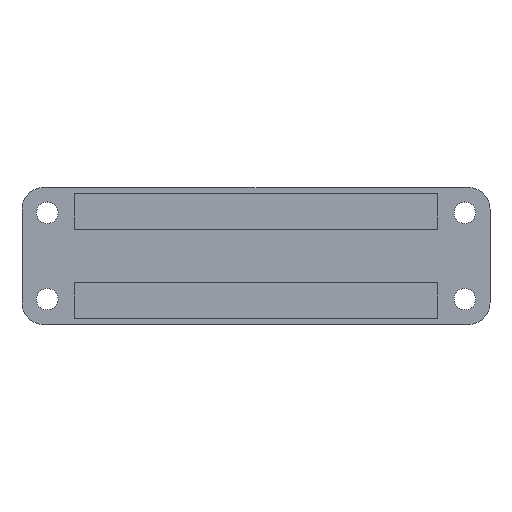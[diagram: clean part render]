
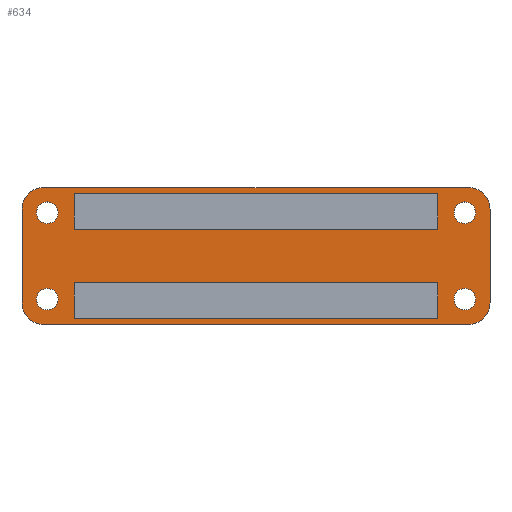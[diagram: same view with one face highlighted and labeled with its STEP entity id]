
A CAD part, top view. The second image highlights one B-rep face of the part: STEP entity #634.
In plain terms, the highlighted planar face has unit normal (0, 0, 1).
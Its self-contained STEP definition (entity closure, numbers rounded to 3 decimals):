
#21=FACE_BOUND('',#125,.T.);
#22=FACE_BOUND('',#126,.T.);
#23=FACE_BOUND('',#127,.T.);
#24=FACE_BOUND('',#128,.T.);
#25=FACE_BOUND('',#129,.T.);
#26=FACE_BOUND('',#130,.T.);
#27=CIRCLE('',#670,3.);
#36=CIRCLE('',#682,3.);
#37=CIRCLE('',#685,3.);
#38=CIRCLE('',#687,3.);
#39=CIRCLE('',#690,1.5);
#40=CIRCLE('',#692,1.5);
#41=CIRCLE('',#694,1.5);
#42=CIRCLE('',#696,1.5);
#84=FACE_OUTER_BOUND('',#124,.T.);
#124=EDGE_LOOP('',(#555,#556,#557,#558,#559,#560,#561,#562));
#125=EDGE_LOOP('',(#563,#564,#565,#566));
#126=EDGE_LOOP('',(#567,#568,#569,#570));
#127=EDGE_LOOP('',(#571));
#128=EDGE_LOOP('',(#572));
#129=EDGE_LOOP('',(#573));
#130=EDGE_LOOP('',(#574));
#155=LINE('',#923,#223);
#159=LINE('',#931,#227);
#162=LINE('',#937,#230);
#165=LINE('',#942,#233);
#167=LINE('',#948,#235);
#171=LINE('',#956,#239);
#174=LINE('',#962,#242);
#177=LINE('',#967,#245);
#183=LINE('',#984,#251);
#189=LINE('',#1013,#257);
#193=LINE('',#1024,#261);
#198=LINE('',#1042,#266);
#223=VECTOR('',#747,10.);
#227=VECTOR('',#753,10.);
#230=VECTOR('',#758,10.);
#233=VECTOR('',#763,10.);
#235=VECTOR('',#769,10.);
#239=VECTOR('',#775,10.);
#242=VECTOR('',#780,10.);
#245=VECTOR('',#785,10.);
#251=VECTOR('',#801,10.);
#257=VECTOR('',#829,10.);
#261=VECTOR('',#843,10.);
#266=VECTOR('',#866,10.);
#283=VERTEX_POINT('',#921);
#284=VERTEX_POINT('',#922);
#287=VERTEX_POINT('',#930);
#289=VERTEX_POINT('',#936);
#291=VERTEX_POINT('',#946);
#292=VERTEX_POINT('',#947);
#295=VERTEX_POINT('',#955);
#297=VERTEX_POINT('',#961);
#299=VERTEX_POINT('',#971);
#300=VERTEX_POINT('',#972);
#304=VERTEX_POINT('',#982);
#314=VERTEX_POINT('',#1006);
#315=VERTEX_POINT('',#1007);
#316=VERTEX_POINT('',#1012);
#317=VERTEX_POINT('',#1018);
#318=VERTEX_POINT('',#1019);
#319=VERTEX_POINT('',#1026);
#320=VERTEX_POINT('',#1030);
#321=VERTEX_POINT('',#1034);
#322=VERTEX_POINT('',#1038);
#347=EDGE_CURVE('',#283,#284,#155,.T.);
#351=EDGE_CURVE('',#284,#287,#159,.T.);
#354=EDGE_CURVE('',#287,#289,#162,.T.);
#357=EDGE_CURVE('',#289,#283,#165,.T.);
#359=EDGE_CURVE('',#291,#292,#167,.T.);
#363=EDGE_CURVE('',#292,#295,#171,.T.);
#366=EDGE_CURVE('',#295,#297,#174,.T.);
#369=EDGE_CURVE('',#297,#291,#177,.T.);
#371=EDGE_CURVE('',#299,#300,#27,.T.);
#377=EDGE_CURVE('',#299,#304,#183,.T.);
#388=EDGE_CURVE('',#314,#315,#36,.T.);
#391=EDGE_CURVE('',#316,#315,#189,.T.);
#393=EDGE_CURVE('',#316,#304,#37,.T.);
#394=EDGE_CURVE('',#317,#318,#38,.T.);
#397=EDGE_CURVE('',#314,#318,#193,.T.);
#398=EDGE_CURVE('',#319,#319,#39,.T.);
#400=EDGE_CURVE('',#320,#320,#40,.T.);
#402=EDGE_CURVE('',#321,#321,#41,.T.);
#404=EDGE_CURVE('',#322,#322,#42,.T.);
#406=EDGE_CURVE('',#317,#300,#198,.T.);
#555=ORIENTED_EDGE('',*,*,#371,.F.);
#556=ORIENTED_EDGE('',*,*,#377,.T.);
#557=ORIENTED_EDGE('',*,*,#393,.F.);
#558=ORIENTED_EDGE('',*,*,#391,.T.);
#559=ORIENTED_EDGE('',*,*,#388,.F.);
#560=ORIENTED_EDGE('',*,*,#397,.T.);
#561=ORIENTED_EDGE('',*,*,#394,.F.);
#562=ORIENTED_EDGE('',*,*,#406,.T.);
#563=ORIENTED_EDGE('',*,*,#347,.T.);
#564=ORIENTED_EDGE('',*,*,#351,.T.);
#565=ORIENTED_EDGE('',*,*,#354,.T.);
#566=ORIENTED_EDGE('',*,*,#357,.T.);
#567=ORIENTED_EDGE('',*,*,#359,.T.);
#568=ORIENTED_EDGE('',*,*,#363,.T.);
#569=ORIENTED_EDGE('',*,*,#366,.T.);
#570=ORIENTED_EDGE('',*,*,#369,.T.);
#571=ORIENTED_EDGE('',*,*,#404,.T.);
#572=ORIENTED_EDGE('',*,*,#402,.T.);
#573=ORIENTED_EDGE('',*,*,#400,.T.);
#574=ORIENTED_EDGE('',*,*,#398,.T.);
#600=PLANE('',#698);
#634=ADVANCED_FACE('',(#84,#21,#22,#23,#24,#25,#26),#600,.T.);
#670=AXIS2_PLACEMENT_3D('',#973,#791,#792);
#682=AXIS2_PLACEMENT_3D('',#1008,#823,#824);
#685=AXIS2_PLACEMENT_3D('',#1016,#833,#834);
#687=AXIS2_PLACEMENT_3D('',#1020,#837,#838);
#690=AXIS2_PLACEMENT_3D('',#1027,#846,#847);
#692=AXIS2_PLACEMENT_3D('',#1031,#851,#852);
#694=AXIS2_PLACEMENT_3D('',#1035,#856,#857);
#696=AXIS2_PLACEMENT_3D('',#1039,#861,#862);
#698=AXIS2_PLACEMENT_3D('',#1043,#867,#868);
#747=DIRECTION('',(-1.,0.,0.));
#753=DIRECTION('',(0.,1.,0.));
#758=DIRECTION('',(1.,0.,0.));
#763=DIRECTION('',(0.,-1.,0.));
#769=DIRECTION('',(0.,-1.,0.));
#775=DIRECTION('',(-1.,0.,0.));
#780=DIRECTION('',(0.,1.,0.));
#785=DIRECTION('',(1.,0.,0.));
#791=DIRECTION('center_axis',(0.,0.,-1.));
#792=DIRECTION('ref_axis',(-0.707,0.707,0.));
#801=DIRECTION('',(0.,-1.,0.));
#823=DIRECTION('center_axis',(0.,0.,-1.));
#824=DIRECTION('ref_axis',(0.707,-0.707,0.));
#829=DIRECTION('',(1.,0.,0.));
#833=DIRECTION('center_axis',(0.,0.,-1.));
#834=DIRECTION('ref_axis',(-0.707,-0.707,0.));
#837=DIRECTION('center_axis',(0.,0.,-1.));
#838=DIRECTION('ref_axis',(0.707,0.707,0.));
#843=DIRECTION('',(0.,1.,0.));
#846=DIRECTION('center_axis',(0.,0.,-1.));
#847=DIRECTION('ref_axis',(1.,0.,0.));
#851=DIRECTION('center_axis',(0.,0.,-1.));
#852=DIRECTION('ref_axis',(1.,0.,0.));
#856=DIRECTION('center_axis',(0.,0.,-1.));
#857=DIRECTION('ref_axis',(1.,0.,0.));
#861=DIRECTION('center_axis',(0.,0.,-1.));
#862=DIRECTION('ref_axis',(1.,0.,0.));
#866=DIRECTION('',(-1.,0.,0.));
#867=DIRECTION('center_axis',(0.,0.,1.));
#868=DIRECTION('ref_axis',(1.,0.,0.));
#921=CARTESIAN_POINT('',(57.77,13.2,0.8));
#922=CARTESIAN_POINT('',(7.23,13.2,0.8));
#923=CARTESIAN_POINT('',(19.865,13.2,0.8));
#930=CARTESIAN_POINT('',(7.23,18.2,0.8));
#931=CARTESIAN_POINT('',(7.23,13.85,0.8));
#936=CARTESIAN_POINT('',(57.77,18.2,0.8));
#937=CARTESIAN_POINT('',(45.135,18.2,0.8));
#942=CARTESIAN_POINT('',(57.77,11.35,0.8));
#946=CARTESIAN_POINT('',(57.77,5.8,0.8));
#947=CARTESIAN_POINT('',(57.77,0.8,0.8));
#948=CARTESIAN_POINT('',(57.77,5.15,0.8));
#955=CARTESIAN_POINT('',(7.23,0.8,0.8));
#956=CARTESIAN_POINT('',(19.865,0.8,0.8));
#961=CARTESIAN_POINT('',(7.23,5.8,0.8));
#962=CARTESIAN_POINT('',(7.23,7.65,0.8));
#967=CARTESIAN_POINT('',(45.135,5.8,0.8));
#971=CARTESIAN_POINT('',(0.,16.,0.8));
#972=CARTESIAN_POINT('',(3.,19.,0.8));
#973=CARTESIAN_POINT('Origin',(3.,16.,0.8));
#982=CARTESIAN_POINT('',(0.,3.,0.8));
#984=CARTESIAN_POINT('',(0.,19.,0.8));
#1006=CARTESIAN_POINT('',(65.,3.,0.8));
#1007=CARTESIAN_POINT('',(62.,0.,0.8));
#1008=CARTESIAN_POINT('Origin',(62.,3.,0.8));
#1012=CARTESIAN_POINT('',(3.,0.,0.8));
#1013=CARTESIAN_POINT('',(0.,0.,0.8));
#1016=CARTESIAN_POINT('Origin',(3.,3.,0.8));
#1018=CARTESIAN_POINT('',(62.,19.,0.8));
#1019=CARTESIAN_POINT('',(65.,16.,0.8));
#1020=CARTESIAN_POINT('Origin',(62.,16.,0.8));
#1024=CARTESIAN_POINT('',(65.,0.,0.8));
#1026=CARTESIAN_POINT('',(60.,15.5,0.8));
#1027=CARTESIAN_POINT('Origin',(61.5,15.5,0.8));
#1030=CARTESIAN_POINT('',(2.,15.5,0.8));
#1031=CARTESIAN_POINT('Origin',(3.5,15.5,0.8));
#1034=CARTESIAN_POINT('',(2.,3.5,0.8));
#1035=CARTESIAN_POINT('Origin',(3.5,3.5,0.8));
#1038=CARTESIAN_POINT('',(60.,3.5,0.8));
#1039=CARTESIAN_POINT('Origin',(61.5,3.5,0.8));
#1042=CARTESIAN_POINT('',(65.,19.,0.8));
#1043=CARTESIAN_POINT('Origin',(32.5,9.5,0.8));
